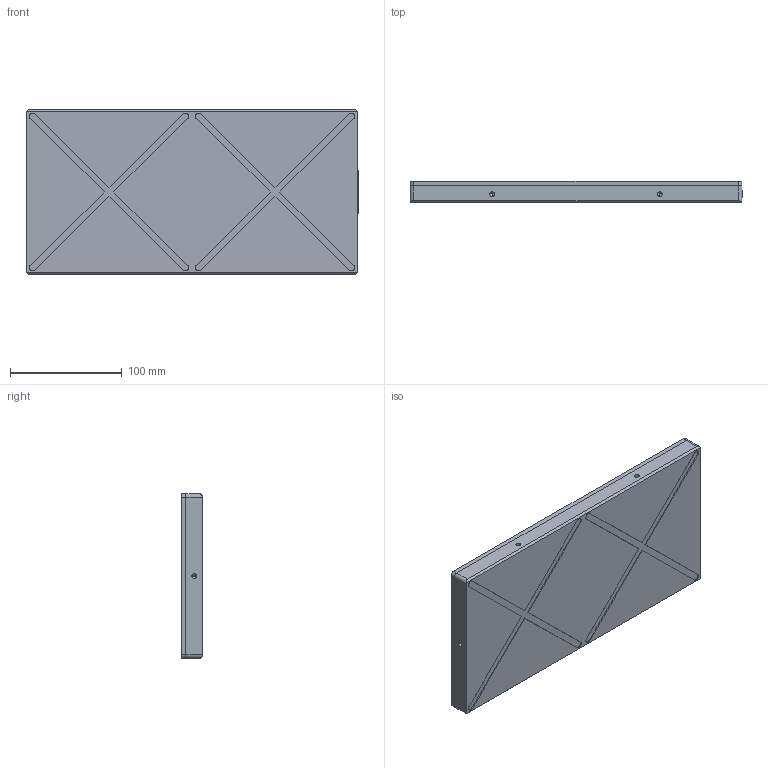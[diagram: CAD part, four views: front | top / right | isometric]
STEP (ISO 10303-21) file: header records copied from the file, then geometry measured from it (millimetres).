
FILE_DESCRIPTION (( 'STEP AP214' ), '1' );
FILE_NAME ('S17147219.STEP', '2024-01-25T17:26:36', ( '' ), ( '' ), 'SwSTEP 2.0', 'SolidWorks 2023', '' );
FILE_SCHEMA (( 'AUTOMOTIVE_DESIGN' ));
Length unit declared in the file: millimetre
Products named in the file (4): 17S147219-TEMPLATE; S17147219; 62S147219-TEMPLATE; S90A002
Assembly tree (2 placements, depth 2):
  S17147219
    17S147219-TEMPLATE
    62S147219-TEMPLATE
  S90A002
Bounding box: 296.9 x 19 x 146.9 mm (x, y, z)
Volume: 822838 mm3; surface area: 192849.4 mm2
Topology: 2 solids, 2 shells, 88 faces, 248 edges, 154 vertices
Faces by surface type: cylinder 44, plane 32, cone 12
Entity records: 3203 total; most frequent: CARTESIAN_POINT 859, DIRECTION 474, ORIENTED_EDGE 472, EDGE_CURVE 236, AXIS2_PLACEMENT_3D 169, VERTEX_POINT 154, LINE 136, VECTOR 136
